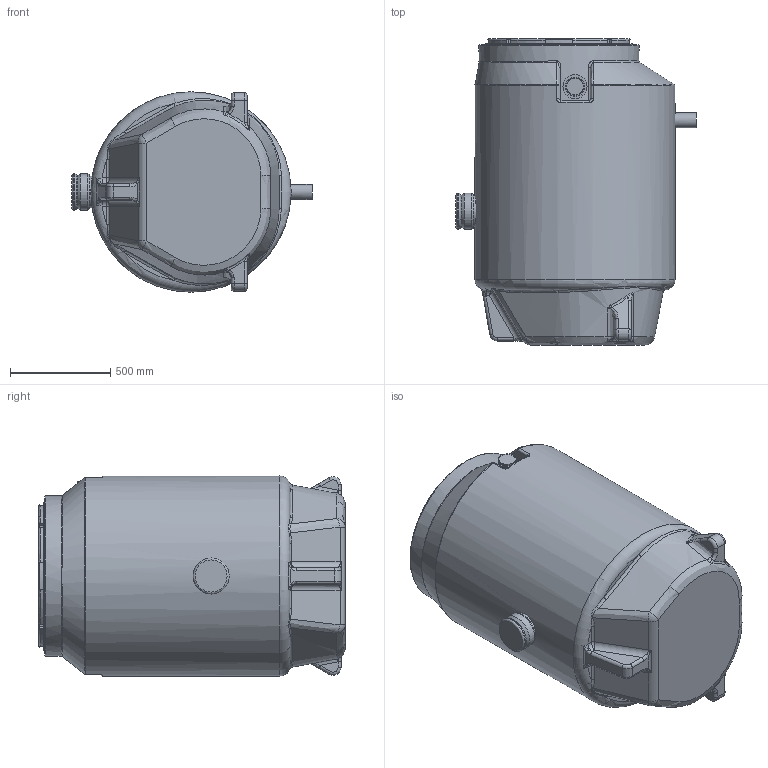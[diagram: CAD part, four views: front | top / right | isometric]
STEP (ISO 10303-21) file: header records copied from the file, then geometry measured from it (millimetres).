
FILE_DESCRIPTION (( 'STEP AP203' ), '1' );
FILE_NAME ('PU15P2.STEP', '2021-04-13T13:01:26', ( '' ), ( '' ), 'SwSTEP 2.0', 'SolidWorks 2019', '' );
FILE_SCHEMA (( 'CONFIG_CONTROL_DESIGN' ));
Length unit declared in the file: millimetre
Products named in the file (1): PU15P2
Bounding box: 1200 x 1529.1 x 1000 mm (x, y, z)
Volume: 1082769301.5 mm3; surface area: 6216517.8 mm2
Topology: 11 solids, 11 shells, 457 faces, 1063 edges, 613 vertices
Faces by surface type: bspline 187, cylinder 112, plane 101, cone 24, sphere 21, torus 12
Full cylindrical faces by diameter (mm): 55 x1, 56 x1, 75 x1, 80 x1, 82 x10, 90 x10, 96 x1, 120 x1, 160 x2, 180 x2, 720.957 x1, 800 x1, 1000 x1
Entity records: 29396 total; most frequent: CARTESIAN_POINT 20787, ORIENTED_EDGE 1936, DIRECTION 1466, EDGE_CURVE 968, AXIS2_PLACEMENT_3D 633, VERTEX_POINT 591, EDGE_LOOP 515, FACE_OUTER_BOUND 495
